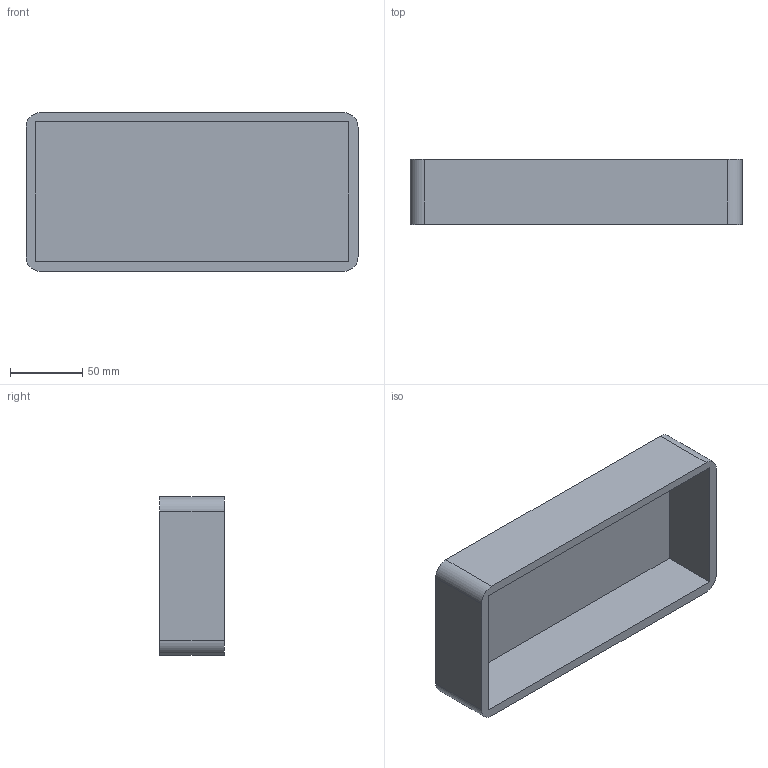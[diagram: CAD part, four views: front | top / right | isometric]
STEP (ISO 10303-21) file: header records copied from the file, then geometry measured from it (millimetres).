
FILE_DESCRIPTION (( 'STEP AP214' ), '1' );
FILE_NAME ('VU meter.STEP', '2025-12-28T14:08:40', ( '' ), ( '' ), 'SwSTEP 2.0', 'SolidWorks 2024', '' );
FILE_SCHEMA (( 'AUTOMOTIVE_DESIGN' ));
Length unit declared in the file: millimetre
Products named in the file (1): VU meter
Bounding box: 230 x 45 x 110 mm (x, y, z)
Volume: 282866.9 mm3; surface area: 108695.7 mm2
Topology: 1 solids, 1 shells, 315 faces, 756 edges, 504 vertices
Faces by surface type: plane 311, cylinder 4
Entity records: 8981 total; most frequent: CARTESIAN_POINT 1576, ORIENTED_EDGE 1512, DIRECTION 1396, EDGE_CURVE 756, VECTOR 748, LINE 748, VERTEX_POINT 504, EDGE_LOOP 376
